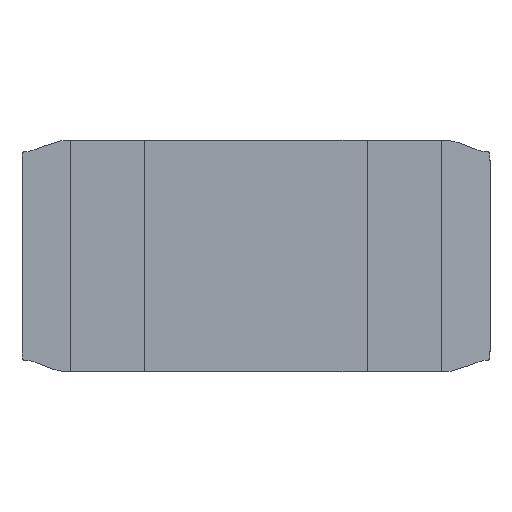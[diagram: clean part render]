
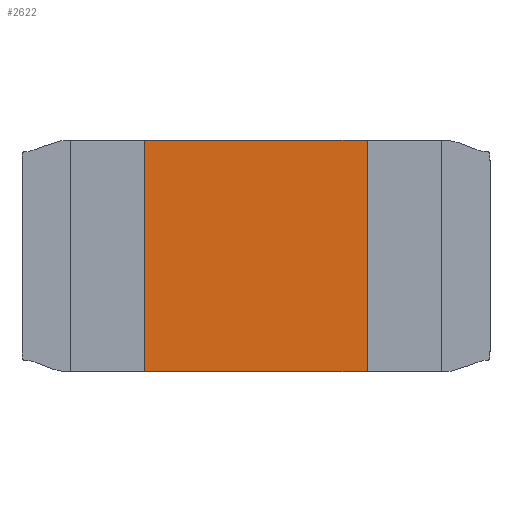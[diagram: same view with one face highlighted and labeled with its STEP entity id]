
A CAD part, front view. The second image highlights one B-rep face of the part: STEP entity #2622.
In plain terms, the highlighted planar face has unit normal (0, -1, 0).
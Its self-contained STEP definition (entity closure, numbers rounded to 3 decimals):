
#410=FACE_OUTER_BOUND('',#571,.T.);
#571=EDGE_LOOP('',(#1768,#1769,#1770,#1771));
#735=LINE('',#3130,#900);
#739=LINE('',#3138,#904);
#742=LINE('',#3144,#907);
#745=LINE('',#3149,#910);
#900=VECTOR('',#2857,10.);
#904=VECTOR('',#2863,10.);
#907=VECTOR('',#2868,10.);
#910=VECTOR('',#2873,10.);
#1065=VERTEX_POINT('',#3128);
#1066=VERTEX_POINT('',#3129);
#1069=VERTEX_POINT('',#3137);
#1071=VERTEX_POINT('',#3143);
#1335=EDGE_CURVE('',#1065,#1066,#735,.T.);
#1339=EDGE_CURVE('',#1066,#1069,#739,.T.);
#1342=EDGE_CURVE('',#1069,#1071,#742,.T.);
#1345=EDGE_CURVE('',#1065,#1071,#745,.T.);
#1768=ORIENTED_EDGE('',*,*,#1345,.F.);
#1769=ORIENTED_EDGE('',*,*,#1335,.T.);
#1770=ORIENTED_EDGE('',*,*,#1339,.T.);
#1771=ORIENTED_EDGE('',*,*,#1342,.T.);
#2579=PLANE('',#2805);
#2622=ADVANCED_FACE('',(#410),#2579,.F.);
#2805=AXIS2_PLACEMENT_3D('',#3152,#2877,#2878);
#2857=DIRECTION('',(1.,0.,0.));
#2863=DIRECTION('',(0.,0.,1.));
#2868=DIRECTION('',(-1.,0.,0.));
#2873=DIRECTION('',(0.,0.,1.));
#2877=DIRECTION('center_axis',(0.,1.,0.));
#2878=DIRECTION('ref_axis',(1.,0.,0.));
#3128=CARTESIAN_POINT('',(0.4,0.,1.9));
#3129=CARTESIAN_POINT('',(1.6,0.,1.9));
#3130=CARTESIAN_POINT('',(0.,0.,1.9));
#3137=CARTESIAN_POINT('',(1.6,0.,3.15));
#3138=CARTESIAN_POINT('',(1.6,0.,1.9));
#3143=CARTESIAN_POINT('',(0.4,0.,3.15));
#3144=CARTESIAN_POINT('',(2.,0.,3.15));
#3149=CARTESIAN_POINT('',(0.4,0.,1.9));
#3152=CARTESIAN_POINT('Origin',(1.,0.,2.525));
